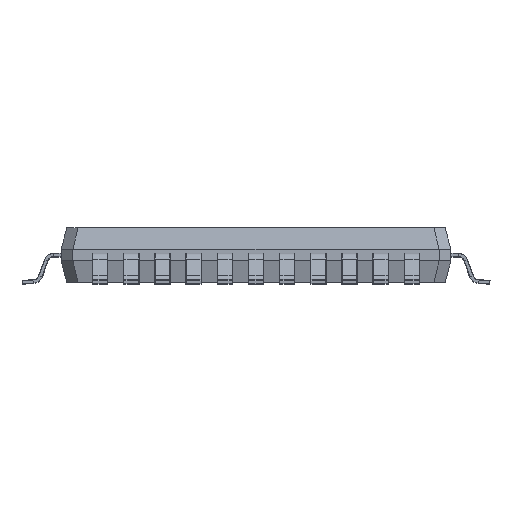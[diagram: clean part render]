
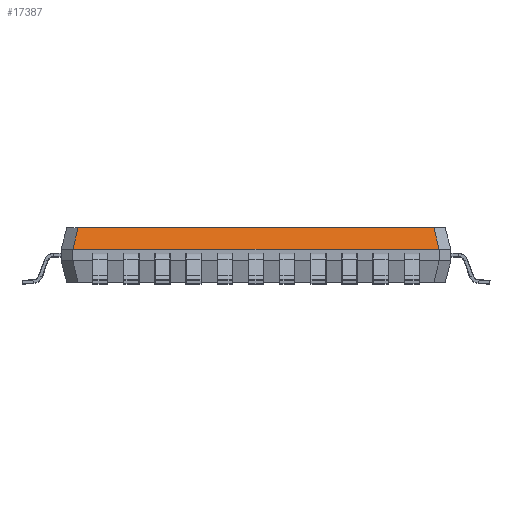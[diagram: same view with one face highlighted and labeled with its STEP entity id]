
A CAD part, left-side view. The second image highlights one B-rep face of the part: STEP entity #17387.
In plain terms, the highlighted planar face has unit normal (-0.966, 0, 0.259).
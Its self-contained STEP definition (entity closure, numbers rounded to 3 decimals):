
#3030 = VECTOR ( 'NONE', #11789, 1000. ) ;
#5825 = VECTOR ( 'NONE', #9099, 1000. ) ;
#9099 = DIRECTION ( 'NONE',  ( 0., -1., 0. ) ) ;
#11789 = DIRECTION ( 'NONE',  ( 0.252, -0.232, 0.94 ) ) ;
#12258 = DIRECTION ( 'NONE',  ( 0., 1., 0. ) ) ;
#15055 = ORIENTED_EDGE ( 'NONE', *, *, #72437, .F. ) ;
#16842 = DIRECTION ( 'NONE',  ( 0., 1., 0. ) ) ;
#17387 = ADVANCED_FACE ( 'NONE', ( #51931 ), #95952, .T. ) ;
#17861 = EDGE_CURVE ( 'NONE', #108188, #73001, #61443, .T. ) ;
#24122 = ORIENTED_EDGE ( 'NONE', *, *, #71420, .F. ) ;
#27932 = LINE ( 'NONE', #63026, #113505 ) ;
#44224 = CARTESIAN_POINT ( 'NONE',  ( -4.853, -4.417, 1.45 ) ) ;
#47448 = VERTEX_POINT ( 'NONE', #82255 ) ;
#49013 = ORIENTED_EDGE ( 'NONE', *, *, #17861, .F. ) ;
#50532 = ORIENTED_EDGE ( 'NONE', *, *, #71349, .F. ) ;
#51931 = FACE_OUTER_BOUND ( 'NONE', #94032, .T. ) ;
#53038 = CARTESIAN_POINT ( 'NONE',  ( -4.853, 0., 1.45 ) ) ;
#55467 = VERTEX_POINT ( 'NONE', #86028 ) ;
#55882 = LINE ( 'NONE', #91256, #112021 ) ;
#58127 = AXIS2_PLACEMENT_3D ( 'NONE', #53038, #87236, #16842 ) ;
#61443 = LINE ( 'NONE', #44224, #5825 ) ;
#63026 = CARTESIAN_POINT ( 'NONE',  ( -4.852, -4.564, 1.453 ) ) ;
#63606 = LINE ( 'NONE', #90797, #3030 ) ;
#71187 = DIRECTION ( 'NONE',  ( -0.252, -0.232, -0.94 ) ) ;
#71349 = EDGE_CURVE ( 'NONE', #73001, #55467, #27932, .T. ) ;
#71420 = EDGE_CURVE ( 'NONE', #47448, #108188, #63606, .T. ) ;
#72437 = EDGE_CURVE ( 'NONE', #55467, #47448, #55882, .T. ) ;
#73001 = VERTEX_POINT ( 'NONE', #85990 ) ;
#82255 = CARTESIAN_POINT ( 'NONE',  ( -5., 4.7, 0.9 ) ) ;
#85990 = CARTESIAN_POINT ( 'NONE',  ( -4.853, -4.564, 1.45 ) ) ;
#86028 = CARTESIAN_POINT ( 'NONE',  ( -5., -4.7, 0.9 ) ) ;
#87236 = DIRECTION ( 'NONE',  ( -0.966, 0., 0.259 ) ) ;
#90797 = CARTESIAN_POINT ( 'NONE',  ( -4.852, 4.564, 1.453 ) ) ;
#91256 = CARTESIAN_POINT ( 'NONE',  ( -5., 4.417, 0.9 ) ) ;
#94032 = EDGE_LOOP ( 'NONE', ( #24122, #15055, #50532, #49013 ) ) ;
#95952 = PLANE ( 'NONE',  #58127 ) ;
#97667 = CARTESIAN_POINT ( 'NONE',  ( -4.853, 4.564, 1.45 ) ) ;
#108188 = VERTEX_POINT ( 'NONE', #97667 ) ;
#112021 = VECTOR ( 'NONE', #12258, 1000. ) ;
#113505 = VECTOR ( 'NONE', #71187, 1000. ) ;
